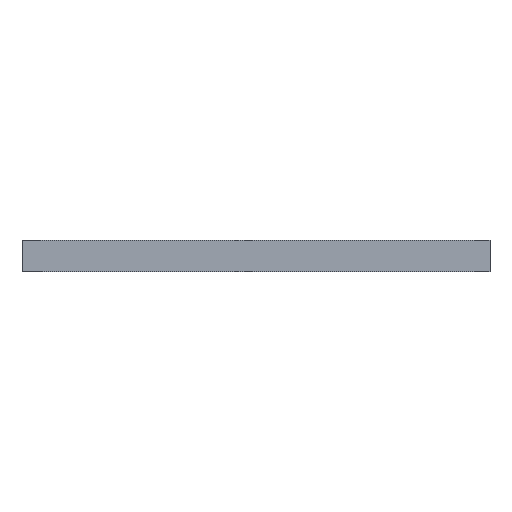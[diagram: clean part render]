
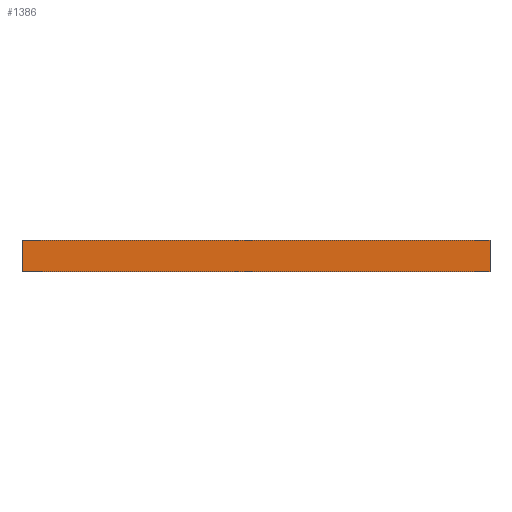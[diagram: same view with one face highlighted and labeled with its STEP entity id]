
A CAD part, front view. The second image highlights one B-rep face of the part: STEP entity #1386.
In plain terms, the highlighted planar face has unit normal (0, 1, 0).
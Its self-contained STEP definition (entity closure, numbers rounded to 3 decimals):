
#1024 = CARTESIAN_POINT('', (0.,0.,0.));
#1025 = VERTEX_POINT('', #1024);
#1033 = CARTESIAN_POINT('', (0.,0.,4.));
#1034 = VERTEX_POINT('', #1033);
#1035 = CARTESIAN_POINT('', (0.,0.,0.));
#1036 = CARTESIAN_POINT('', (0.,0.,1.333));
#1037 = CARTESIAN_POINT('', (0.,0.,2.667));
#1038 = CARTESIAN_POINT('', (0.,0.,4.));
#1039 = (BOUNDED_CURVE() B_SPLINE_CURVE(3,(#1035,#1036,#1037,#1038),.UNSPECIFIED.,.F.,.F.) B_SPLINE_CURVE_WITH_KNOTS((4,4),(0.,1.),.UNSPECIFIED.) CURVE() GEOMETRIC_REPRESENTATION_ITEM() RATIONAL_B_SPLINE_CURVE((1.,1.,1.,1.)) REPRESENTATION_ITEM(''));
#1040 = EDGE_CURVE('', #1025, #1034, #1039, .T.);
#1124 = CARTESIAN_POINT('', (60.,0.,4.));
#1125 = VERTEX_POINT('', #1124);
#1126 = CARTESIAN_POINT('', (0.,0.,4.));
#1127 = CARTESIAN_POINT('', (20.,0.,4.));
#1128 = CARTESIAN_POINT('', (40.,0.,4.));
#1129 = CARTESIAN_POINT('', (60.,0.,4.));
#1130 = (BOUNDED_CURVE() B_SPLINE_CURVE(3,(#1126,#1127,#1128,#1129),.UNSPECIFIED.,.F.,.F.) B_SPLINE_CURVE_WITH_KNOTS((4,4),(0.,1.),.UNSPECIFIED.) CURVE() GEOMETRIC_REPRESENTATION_ITEM() RATIONAL_B_SPLINE_CURVE((1.,1.,1.,1.)) REPRESENTATION_ITEM(''));
#1131 = EDGE_CURVE('', #1034, #1125, #1130, .T.);
#1290 = CARTESIAN_POINT('', (60.,0.,0.));
#1291 = VERTEX_POINT('', #1290);
#1292 = CARTESIAN_POINT('', (60.,0.,0.));
#1293 = CARTESIAN_POINT('', (60.,0.,1.333));
#1294 = CARTESIAN_POINT('', (60.,0.,2.667));
#1295 = CARTESIAN_POINT('', (60.,0.,4.));
#1296 = (BOUNDED_CURVE() B_SPLINE_CURVE(3,(#1292,#1293,#1294,#1295),.UNSPECIFIED.,.F.,.F.) B_SPLINE_CURVE_WITH_KNOTS((4,4),(0.,1.),.UNSPECIFIED.) CURVE() GEOMETRIC_REPRESENTATION_ITEM() RATIONAL_B_SPLINE_CURVE((1.,1.,1.,1.)) REPRESENTATION_ITEM(''));
#1297 = EDGE_CURVE('', #1291, #1125, #1296, .T.);
#1369 = CARTESIAN_POINT('', (30.,0.,2.));
#1370 = DIRECTION('', (0.,-1.,0.));
#1371 = DIRECTION('', (0.,0.,-1.));
#1372 = AXIS2_PLACEMENT_3D('', #1369, #1370, #1371);
#1373 = PLANE('', #1372);
#1374 = ORIENTED_EDGE('', *,*, #1040, .T.);
#1375 = CARTESIAN_POINT('', (0.,0.,0.));
#1376 = CARTESIAN_POINT('', (20.,0.,0.));
#1377 = CARTESIAN_POINT('', (40.,0.,0.));
#1378 = CARTESIAN_POINT('', (60.,0.,0.));
#1379 = (BOUNDED_CURVE() B_SPLINE_CURVE(3,(#1375,#1376,#1377,#1378),.UNSPECIFIED.,.F.,.F.) B_SPLINE_CURVE_WITH_KNOTS((4,4),(0.,1.),.UNSPECIFIED.) CURVE() GEOMETRIC_REPRESENTATION_ITEM() RATIONAL_B_SPLINE_CURVE((1.,1.,1.,1.)) REPRESENTATION_ITEM(''));
#1380 = EDGE_CURVE('', #1025, #1291, #1379, .T.);
#1381 = ORIENTED_EDGE('', *,*, #1380, .F.);
#1382 = ORIENTED_EDGE('', *,*, #1297, .F.);
#1383 = ORIENTED_EDGE('', *,*, #1131, .T.);
#1384 = EDGE_LOOP('', (#1374,#1381,#1382,#1383));
#1385 = FACE_OUTER_BOUND('', #1384, .T.);
#1386 = ADVANCED_FACE('', (#1385), #1373, .F.);
